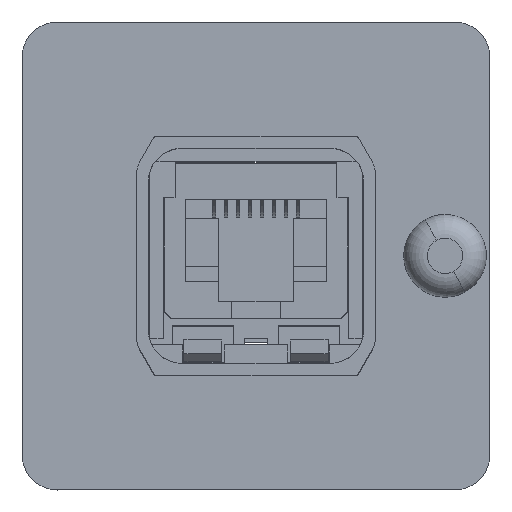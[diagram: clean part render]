
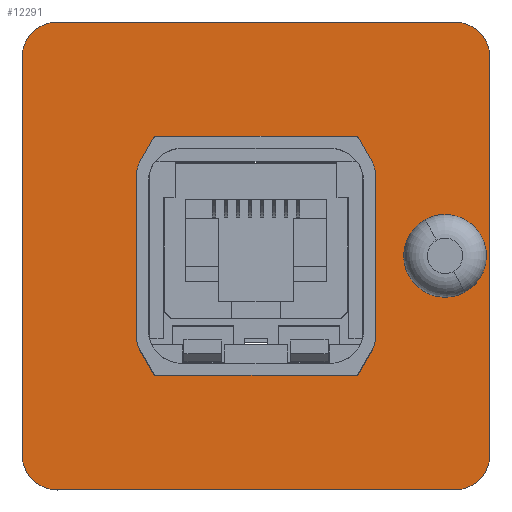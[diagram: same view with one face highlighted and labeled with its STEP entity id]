
A CAD part, top view. The second image highlights one B-rep face of the part: STEP entity #12291.
In plain terms, the highlighted planar face has unit normal (0, 0, 1).
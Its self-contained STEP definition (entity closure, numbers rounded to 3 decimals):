
#11138=AXIS2_PLACEMENT_3D('Circle Axis2P3D',#11136,#11137,$) ;
#11186=AXIS2_PLACEMENT_3D('Circle Axis2P3D',#11184,#11185,$) ;
#11234=AXIS2_PLACEMENT_3D('Circle Axis2P3D',#11232,#11233,$) ;
#11282=AXIS2_PLACEMENT_3D('Circle Axis2P3D',#11280,#11281,$) ;
#11330=AXIS2_PLACEMENT_3D('Circle Axis2P3D',#11328,#11329,$) ;
#11378=AXIS2_PLACEMENT_3D('Circle Axis2P3D',#11376,#11377,$) ;
#11426=AXIS2_PLACEMENT_3D('Circle Axis2P3D',#11424,#11425,$) ;
#11474=AXIS2_PLACEMENT_3D('Circle Axis2P3D',#11472,#11473,$) ;
#12187=AXIS2_PLACEMENT_3D('Plane Axis2P3D',#12184,#12185,#12186) ;
#12200=AXIS2_PLACEMENT_3D('Circle Axis2P3D',#12198,#12199,$) ;
#12214=AXIS2_PLACEMENT_3D('Circle Axis2P3D',#12212,#12213,$) ;
#12228=AXIS2_PLACEMENT_3D('Circle Axis2P3D',#12226,#12227,$) ;
#12242=AXIS2_PLACEMENT_3D('Circle Axis2P3D',#12240,#12241,$) ;
#12257=AXIS2_PLACEMENT_3D('Circle Axis2P3D',#12255,#12256,$) ;
#12266=AXIS2_PLACEMENT_3D('Circle Axis2P3D',#12264,#12265,$) ;
#11133=CARTESIAN_POINT('Vertex',(9.7,12.837,40.36)) ;
#11136=CARTESIAN_POINT('Axis2P3D Location',(11.71,12.837,40.36)) ;
#11140=CARTESIAN_POINT('Vertex',(9.969,11.832,40.36)) ;
#11160=CARTESIAN_POINT('Line Origine',(10.556,10.816,40.36)) ;
#11164=CARTESIAN_POINT('Vertex',(11.142,9.8,40.36)) ;
#11184=CARTESIAN_POINT('Axis2P3D Location',(11.317,9.903,40.36)) ;
#11188=CARTESIAN_POINT('Vertex',(11.317,9.7,40.36)) ;
#11208=CARTESIAN_POINT('Line Origine',(19.801,9.7,40.36)) ;
#11212=CARTESIAN_POINT('Vertex',(28.285,9.7,40.36)) ;
#11232=CARTESIAN_POINT('Axis2P3D Location',(28.283,9.903,40.36)) ;
#11236=CARTESIAN_POINT('Vertex',(28.458,9.801,40.36)) ;
#11256=CARTESIAN_POINT('Line Origine',(29.045,10.818,40.36)) ;
#11260=CARTESIAN_POINT('Vertex',(29.632,11.834,40.36)) ;
#11280=CARTESIAN_POINT('Axis2P3D Location',(27.891,12.837,40.36)) ;
#11284=CARTESIAN_POINT('Vertex',(29.9,12.834,40.36)) ;
#11304=CARTESIAN_POINT('Line Origine',(29.9,19.8,40.36)) ;
#11308=CARTESIAN_POINT('Vertex',(29.9,26.766,40.36)) ;
#11328=CARTESIAN_POINT('Axis2P3D Location',(27.891,26.763,40.36)) ;
#11332=CARTESIAN_POINT('Vertex',(29.632,27.766,40.36)) ;
#11352=CARTESIAN_POINT('Line Origine',(29.045,28.782,40.36)) ;
#11356=CARTESIAN_POINT('Vertex',(28.459,29.798,40.36)) ;
#11376=CARTESIAN_POINT('Axis2P3D Location',(28.283,29.697,40.36)) ;
#11380=CARTESIAN_POINT('Vertex',(28.283,29.9,40.36)) ;
#11400=CARTESIAN_POINT('Line Origine',(19.799,29.9,40.36)) ;
#11404=CARTESIAN_POINT('Vertex',(11.315,29.9,40.36)) ;
#11424=CARTESIAN_POINT('Axis2P3D Location',(11.317,29.697,40.36)) ;
#11428=CARTESIAN_POINT('Vertex',(11.142,29.8,40.36)) ;
#11448=CARTESIAN_POINT('Line Origine',(10.555,28.783,40.36)) ;
#11452=CARTESIAN_POINT('Vertex',(9.968,27.766,40.36)) ;
#11472=CARTESIAN_POINT('Axis2P3D Location',(11.71,26.763,40.36)) ;
#11476=CARTESIAN_POINT('Vertex',(9.7,26.766,40.36)) ;
#11496=CARTESIAN_POINT('Line Origine',(9.7,19.801,40.36)) ;
#12184=CARTESIAN_POINT('Axis2P3D Location',(0.,0.,40.36)) ;
#12189=CARTESIAN_POINT('Line Origine',(19.8,39.6,40.36)) ;
#12193=CARTESIAN_POINT('Vertex',(36.6,39.6,40.36)) ;
#12195=CARTESIAN_POINT('Vertex',(3.,39.6,40.36)) ;
#12198=CARTESIAN_POINT('Axis2P3D Location',(3.,36.6,40.36)) ;
#12202=CARTESIAN_POINT('Vertex',(0.,36.6,40.36)) ;
#12205=CARTESIAN_POINT('Line Origine',(0.,19.8,40.36)) ;
#12209=CARTESIAN_POINT('Vertex',(0.,3.,40.36)) ;
#12212=CARTESIAN_POINT('Axis2P3D Location',(3.,3.,40.36)) ;
#12216=CARTESIAN_POINT('Vertex',(3.,0.,40.36)) ;
#12219=CARTESIAN_POINT('Line Origine',(19.8,0.,40.36)) ;
#12223=CARTESIAN_POINT('Vertex',(36.6,0.,40.36)) ;
#12226=CARTESIAN_POINT('Axis2P3D Location',(36.6,3.,40.36)) ;
#12230=CARTESIAN_POINT('Vertex',(39.6,3.,40.36)) ;
#12233=CARTESIAN_POINT('Line Origine',(39.6,19.8,40.36)) ;
#12237=CARTESIAN_POINT('Vertex',(39.6,36.6,40.36)) ;
#12240=CARTESIAN_POINT('Axis2P3D Location',(36.6,36.6,40.36)) ;
#12255=CARTESIAN_POINT('Axis2P3D Location',(35.8,19.8,40.36)) ;
#12259=CARTESIAN_POINT('Vertex',(36.855,17.869,40.36)) ;
#12261=CARTESIAN_POINT('Vertex',(34.745,21.731,40.36)) ;
#12264=CARTESIAN_POINT('Axis2P3D Location',(35.8,19.8,40.36)) ;
#11137=DIRECTION('Axis2P3D Direction',(0.,0.,1.)) ;
#11161=DIRECTION('Vector Direction',(-0.5,0.866,0.)) ;
#11185=DIRECTION('Axis2P3D Direction',(0.,0.,1.)) ;
#11209=DIRECTION('Vector Direction',(-1.,0.,0.)) ;
#11233=DIRECTION('Axis2P3D Direction',(0.,0.,1.)) ;
#11257=DIRECTION('Vector Direction',(-0.5,-0.866,0.)) ;
#11281=DIRECTION('Axis2P3D Direction',(0.,0.,1.)) ;
#11305=DIRECTION('Vector Direction',(0.,-1.,0.)) ;
#11329=DIRECTION('Axis2P3D Direction',(0.,0.,1.)) ;
#11353=DIRECTION('Vector Direction',(0.5,-0.866,0.)) ;
#11377=DIRECTION('Axis2P3D Direction',(0.,0.,1.)) ;
#11401=DIRECTION('Vector Direction',(1.,0.,0.)) ;
#11425=DIRECTION('Axis2P3D Direction',(0.,0.,1.)) ;
#11449=DIRECTION('Vector Direction',(0.5,0.866,0.)) ;
#11473=DIRECTION('Axis2P3D Direction',(0.,0.,1.)) ;
#11497=DIRECTION('Vector Direction',(0.,1.,0.)) ;
#12185=DIRECTION('Axis2P3D Direction',(0.,0.,1.)) ;
#12186=DIRECTION('Axis2P3D XDirection',(1.,0.,0.)) ;
#12190=DIRECTION('Vector Direction',(1.,0.,0.)) ;
#12199=DIRECTION('Axis2P3D Direction',(0.,0.,1.)) ;
#12206=DIRECTION('Vector Direction',(0.,1.,0.)) ;
#12213=DIRECTION('Axis2P3D Direction',(0.,0.,1.)) ;
#12220=DIRECTION('Vector Direction',(-1.,0.,0.)) ;
#12227=DIRECTION('Axis2P3D Direction',(0.,0.,1.)) ;
#12234=DIRECTION('Vector Direction',(0.,-1.,0.)) ;
#12241=DIRECTION('Axis2P3D Direction',(0.,0.,1.)) ;
#12256=DIRECTION('Axis2P3D Direction',(0.,0.,1.)) ;
#12265=DIRECTION('Axis2P3D Direction',(0.,0.,1.)) ;
#11162=VECTOR('Line Direction',#11161,1.) ;
#11210=VECTOR('Line Direction',#11209,1.) ;
#11258=VECTOR('Line Direction',#11257,1.) ;
#11306=VECTOR('Line Direction',#11305,1.) ;
#11354=VECTOR('Line Direction',#11353,1.) ;
#11402=VECTOR('Line Direction',#11401,1.) ;
#11450=VECTOR('Line Direction',#11449,1.) ;
#11498=VECTOR('Line Direction',#11497,1.) ;
#12191=VECTOR('Line Direction',#12190,1.) ;
#12207=VECTOR('Line Direction',#12206,1.) ;
#12221=VECTOR('Line Direction',#12220,1.) ;
#12235=VECTOR('Line Direction',#12234,1.) ;
#12246=ORIENTED_EDGE('',*,*,#12197,.T.) ;
#12247=ORIENTED_EDGE('',*,*,#12204,.T.) ;
#12248=ORIENTED_EDGE('',*,*,#12211,.T.) ;
#12249=ORIENTED_EDGE('',*,*,#12218,.T.) ;
#12250=ORIENTED_EDGE('',*,*,#12225,.T.) ;
#12251=ORIENTED_EDGE('',*,*,#12232,.T.) ;
#12252=ORIENTED_EDGE('',*,*,#12239,.T.) ;
#12253=ORIENTED_EDGE('',*,*,#12244,.T.) ;
#12270=ORIENTED_EDGE('',*,*,#12263,.F.) ;
#12271=ORIENTED_EDGE('',*,*,#12268,.F.) ;
#12274=ORIENTED_EDGE('',*,*,#11478,.F.) ;
#12275=ORIENTED_EDGE('',*,*,#11454,.F.) ;
#12276=ORIENTED_EDGE('',*,*,#11430,.F.) ;
#12277=ORIENTED_EDGE('',*,*,#11406,.F.) ;
#12278=ORIENTED_EDGE('',*,*,#11382,.F.) ;
#12279=ORIENTED_EDGE('',*,*,#11358,.F.) ;
#12280=ORIENTED_EDGE('',*,*,#11334,.F.) ;
#12281=ORIENTED_EDGE('',*,*,#11310,.F.) ;
#12282=ORIENTED_EDGE('',*,*,#11286,.F.) ;
#12283=ORIENTED_EDGE('',*,*,#11262,.F.) ;
#12284=ORIENTED_EDGE('',*,*,#11238,.F.) ;
#12285=ORIENTED_EDGE('',*,*,#11214,.F.) ;
#12286=ORIENTED_EDGE('',*,*,#11190,.F.) ;
#12287=ORIENTED_EDGE('',*,*,#11166,.F.) ;
#12288=ORIENTED_EDGE('',*,*,#11142,.F.) ;
#12289=ORIENTED_EDGE('',*,*,#11500,.F.) ;
#12272=FACE_BOUND('',#12269,.T.) ;
#12290=FACE_BOUND('',#12273,.T.) ;
#12291=ADVANCED_FACE('K\X2\00F6\X0\rper.8',(#12254,#12272,#12290),#12188,.T.) ;
#11139=CIRCLE('generated circle',#11138,2.01) ;
#11187=CIRCLE('generated circle',#11186,0.203) ;
#11235=CIRCLE('generated circle',#11234,0.203) ;
#11283=CIRCLE('generated circle',#11282,2.01) ;
#11331=CIRCLE('generated circle',#11330,2.01) ;
#11379=CIRCLE('generated circle',#11378,0.203) ;
#11427=CIRCLE('generated circle',#11426,0.203) ;
#11475=CIRCLE('generated circle',#11474,2.01) ;
#12201=CIRCLE('generated circle',#12200,3.) ;
#12215=CIRCLE('generated circle',#12214,3.) ;
#12229=CIRCLE('generated circle',#12228,3.) ;
#12243=CIRCLE('generated circle',#12242,3.) ;
#12258=CIRCLE('generated circle',#12257,2.2) ;
#12267=CIRCLE('generated circle',#12266,2.2) ;
#11142=EDGE_CURVE('',#11134,#11141,#11139,.T.) ;
#11166=EDGE_CURVE('',#11141,#11165,#11163,.F.) ;
#11190=EDGE_CURVE('',#11165,#11189,#11187,.T.) ;
#11214=EDGE_CURVE('',#11189,#11213,#11211,.F.) ;
#11238=EDGE_CURVE('',#11213,#11237,#11235,.T.) ;
#11262=EDGE_CURVE('',#11237,#11261,#11259,.F.) ;
#11286=EDGE_CURVE('',#11261,#11285,#11283,.T.) ;
#11310=EDGE_CURVE('',#11285,#11309,#11307,.F.) ;
#11334=EDGE_CURVE('',#11309,#11333,#11331,.T.) ;
#11358=EDGE_CURVE('',#11333,#11357,#11355,.F.) ;
#11382=EDGE_CURVE('',#11357,#11381,#11379,.T.) ;
#11406=EDGE_CURVE('',#11381,#11405,#11403,.F.) ;
#11430=EDGE_CURVE('',#11405,#11429,#11427,.T.) ;
#11454=EDGE_CURVE('',#11429,#11453,#11451,.F.) ;
#11478=EDGE_CURVE('',#11453,#11477,#11475,.T.) ;
#11500=EDGE_CURVE('',#11477,#11134,#11499,.F.) ;
#12197=EDGE_CURVE('',#12194,#12196,#12192,.F.) ;
#12204=EDGE_CURVE('',#12196,#12203,#12201,.T.) ;
#12211=EDGE_CURVE('',#12203,#12210,#12208,.F.) ;
#12218=EDGE_CURVE('',#12210,#12217,#12215,.T.) ;
#12225=EDGE_CURVE('',#12217,#12224,#12222,.F.) ;
#12232=EDGE_CURVE('',#12224,#12231,#12229,.T.) ;
#12239=EDGE_CURVE('',#12231,#12238,#12236,.F.) ;
#12244=EDGE_CURVE('',#12238,#12194,#12243,.T.) ;
#12263=EDGE_CURVE('',#12260,#12262,#12258,.T.) ;
#12268=EDGE_CURVE('',#12262,#12260,#12267,.T.) ;
#12245=EDGE_LOOP('',(#12246,#12247,#12248,#12249,#12250,#12251,#12252,#12253)) ;
#12269=EDGE_LOOP('',(#12270,#12271)) ;
#12273=EDGE_LOOP('',(#12274,#12275,#12276,#12277,#12278,#12279,#12280,#12281,#12282,#12283,#12284,#12285,#12286,#12287,#12288,#12289)) ;
#12254=FACE_OUTER_BOUND('',#12245,.T.) ;
#11163=LINE('Line',#11160,#11162) ;
#11211=LINE('Line',#11208,#11210) ;
#11259=LINE('Line',#11256,#11258) ;
#11307=LINE('Line',#11304,#11306) ;
#11355=LINE('Line',#11352,#11354) ;
#11403=LINE('Line',#11400,#11402) ;
#11451=LINE('Line',#11448,#11450) ;
#11499=LINE('Line',#11496,#11498) ;
#12192=LINE('Line',#12189,#12191) ;
#12208=LINE('Line',#12205,#12207) ;
#12222=LINE('Line',#12219,#12221) ;
#12236=LINE('Line',#12233,#12235) ;
#12188=PLANE('',#12187) ;
#11134=VERTEX_POINT('',#11133) ;
#11141=VERTEX_POINT('',#11140) ;
#11165=VERTEX_POINT('',#11164) ;
#11189=VERTEX_POINT('',#11188) ;
#11213=VERTEX_POINT('',#11212) ;
#11237=VERTEX_POINT('',#11236) ;
#11261=VERTEX_POINT('',#11260) ;
#11285=VERTEX_POINT('',#11284) ;
#11309=VERTEX_POINT('',#11308) ;
#11333=VERTEX_POINT('',#11332) ;
#11357=VERTEX_POINT('',#11356) ;
#11381=VERTEX_POINT('',#11380) ;
#11405=VERTEX_POINT('',#11404) ;
#11429=VERTEX_POINT('',#11428) ;
#11453=VERTEX_POINT('',#11452) ;
#11477=VERTEX_POINT('',#11476) ;
#12194=VERTEX_POINT('',#12193) ;
#12196=VERTEX_POINT('',#12195) ;
#12203=VERTEX_POINT('',#12202) ;
#12210=VERTEX_POINT('',#12209) ;
#12217=VERTEX_POINT('',#12216) ;
#12224=VERTEX_POINT('',#12223) ;
#12231=VERTEX_POINT('',#12230) ;
#12238=VERTEX_POINT('',#12237) ;
#12260=VERTEX_POINT('',#12259) ;
#12262=VERTEX_POINT('',#12261) ;
